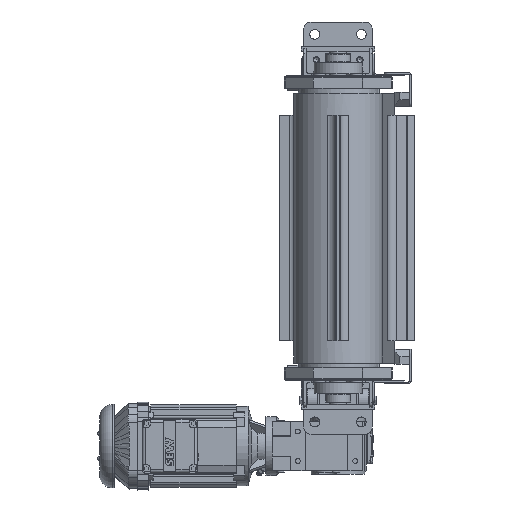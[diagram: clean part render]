
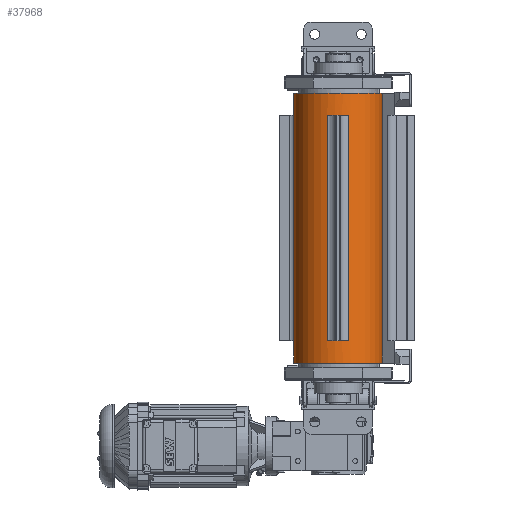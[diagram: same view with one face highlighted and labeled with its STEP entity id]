
A CAD part, left-side view. The second image highlights one B-rep face of the part: STEP entity #37968.
In plain terms, the highlighted cylindrical face has radius 90 mm (diameter 180 mm), a partial arc.
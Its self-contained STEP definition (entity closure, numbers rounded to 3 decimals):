
#2412=FACE_BOUND('',#8330,.T.);
#3301=CIRCLE('',#40685,90.);
#3306=CIRCLE('',#40697,90.);
#3312=CIRCLE('',#40712,90.);
#3314=CIRCLE('',#40720,90.);
#4500=CYLINDRICAL_SURFACE('',#40719,90.);
#5846=FACE_OUTER_BOUND('',#8329,.T.);
#8329=EDGE_LOOP('',(#29919,#29920,#29921,#29922));
#8330=EDGE_LOOP('',(#29923,#29924,#29925,#29926));
#11285=LINE('',#58988,#14689);
#11452=LINE('',#59398,#14856);
#11468=LINE('',#59440,#14872);
#11502=LINE('',#59523,#14906);
#14689=VECTOR('',#46905,10.);
#14856=VECTOR('',#47288,10.);
#14872=VECTOR('',#47328,10.);
#14906=VECTOR('',#47408,10.);
#18101=VERTEX_POINT('',#58985);
#18102=VERTEX_POINT('',#58987);
#18236=VERTEX_POINT('',#59396);
#18237=VERTEX_POINT('',#59397);
#18240=VERTEX_POINT('',#59405);
#18251=VERTEX_POINT('',#59439);
#18272=VERTEX_POINT('',#59501);
#18277=VERTEX_POINT('',#59521);
#22247=EDGE_CURVE('',#18101,#18102,#11285,.T.);
#22448=EDGE_CURVE('',#18236,#18237,#11452,.T.);
#22452=EDGE_CURVE('',#18240,#18236,#3301,.T.);
#22469=EDGE_CURVE('',#18251,#18240,#11468,.T.);
#22471=EDGE_CURVE('',#18237,#18251,#3306,.T.);
#22501=EDGE_CURVE('',#18272,#18101,#3312,.T.);
#22511=EDGE_CURVE('',#18272,#18277,#11502,.T.);
#22512=EDGE_CURVE('',#18102,#18277,#3314,.T.);
#29919=ORIENTED_EDGE('',*,*,#22511,.T.);
#29920=ORIENTED_EDGE('',*,*,#22512,.F.);
#29921=ORIENTED_EDGE('',*,*,#22247,.F.);
#29922=ORIENTED_EDGE('',*,*,#22501,.F.);
#29923=ORIENTED_EDGE('',*,*,#22452,.T.);
#29924=ORIENTED_EDGE('',*,*,#22448,.T.);
#29925=ORIENTED_EDGE('',*,*,#22471,.T.);
#29926=ORIENTED_EDGE('',*,*,#22469,.T.);
#37968=ADVANCED_FACE('',(#5846,#2412),#4500,.T.);
#40685=AXIS2_PLACEMENT_3D('',#59406,#47294,#47295);
#40697=AXIS2_PLACEMENT_3D('',#59443,#47332,#47333);
#40712=AXIS2_PLACEMENT_3D('',#59503,#47386,#47387);
#40719=AXIS2_PLACEMENT_3D('',#59524,#47409,#47410);
#40720=AXIS2_PLACEMENT_3D('',#59525,#47411,#47412);
#46905=DIRECTION('',(0.,0.,1.));
#47288=DIRECTION('',(0.,0.,1.));
#47294=DIRECTION('center_axis',(0.,0.,-1.));
#47295=DIRECTION('ref_axis',(0.056,0.998,0.));
#47328=DIRECTION('',(0.,0.,-1.));
#47332=DIRECTION('center_axis',(0.,0.,1.));
#47333=DIRECTION('ref_axis',(0.056,0.998,0.));
#47386=DIRECTION('center_axis',(0.,0.,-1.));
#47387=DIRECTION('ref_axis',(0.056,0.998,0.));
#47408=DIRECTION('',(0.,0.,1.));
#47409=DIRECTION('center_axis',(0.,0.,1.));
#47410=DIRECTION('ref_axis',(0.056,0.998,0.));
#47411=DIRECTION('center_axis',(0.,0.,1.));
#47412=DIRECTION('ref_axis',(0.056,0.998,0.));
#58985=CARTESIAN_POINT('',(-659.925,89.857,-275.));
#58987=CARTESIAN_POINT('',(-659.925,89.857,275.));
#58988=CARTESIAN_POINT('',(-659.925,89.857,0.));
#59396=CARTESIAN_POINT('',(-752.27,22.,-230.));
#59397=CARTESIAN_POINT('',(-752.27,22.,230.));
#59398=CARTESIAN_POINT('',(-752.27,22.,0.));
#59405=CARTESIAN_POINT('',(-752.27,-22.,-230.));
#59406=CARTESIAN_POINT('Origin',(-665.,0.,-230.));
#59439=CARTESIAN_POINT('',(-752.27,-22.,230.));
#59440=CARTESIAN_POINT('',(-752.27,-22.,0.));
#59443=CARTESIAN_POINT('Origin',(-665.,0.,230.));
#59501=CARTESIAN_POINT('',(-670.022,-89.86,-275.));
#59503=CARTESIAN_POINT('Origin',(-665.,0.,-275.));
#59521=CARTESIAN_POINT('',(-670.022,-89.86,275.));
#59523=CARTESIAN_POINT('',(-670.022,-89.86,0.));
#59524=CARTESIAN_POINT('Origin',(-665.,0.,0.));
#59525=CARTESIAN_POINT('Origin',(-665.,0.,275.));
